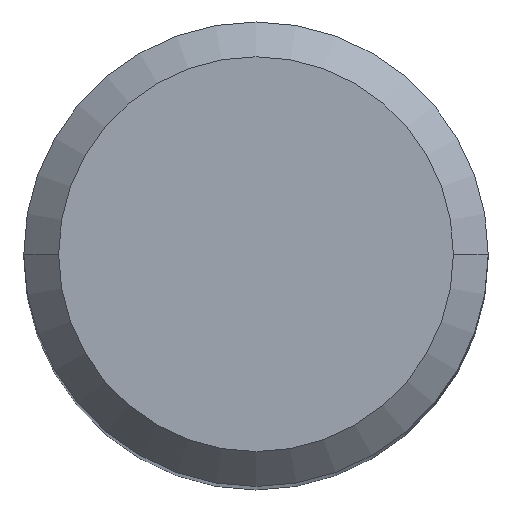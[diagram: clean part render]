
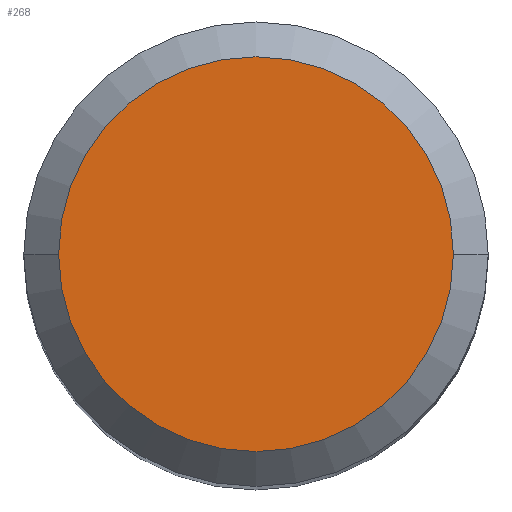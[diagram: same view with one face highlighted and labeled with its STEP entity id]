
A CAD part, top view. The second image highlights one B-rep face of the part: STEP entity #268.
In plain terms, the highlighted planar face has unit normal (0, 0, 1).
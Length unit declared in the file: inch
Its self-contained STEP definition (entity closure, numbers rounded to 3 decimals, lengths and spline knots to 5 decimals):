
#11 = CIRCLE ( 'NONE', #141, 0.16732 ) ;
#13 = CARTESIAN_POINT ( 'NONE',  ( -0.16732, 0., 0. ) ) ;
#17 = CARTESIAN_POINT ( 'NONE',  ( 0., 0., 0. ) ) ;
#65 = DIRECTION ( 'NONE',  ( 1., 0., 0. ) ) ;
#104 = ORIENTED_EDGE ( 'NONE', *, *, #441, .T. ) ;
#126 = CARTESIAN_POINT ( 'NONE',  ( 0.16732, 0., 0. ) ) ;
#141 = AXIS2_PLACEMENT_3D ( 'NONE', #461, #374, #65 ) ;
#158 = AXIS2_PLACEMENT_3D ( 'NONE', #17, #479, #162 ) ;
#162 = DIRECTION ( 'NONE',  ( 1., 0., 0. ) ) ;
#210 = DIRECTION ( 'NONE',  ( -1., 0., 0. ) ) ;
#242 = AXIS2_PLACEMENT_3D ( 'NONE', #410, #360, #210 ) ;
#264 = EDGE_CURVE ( 'NONE', #338, #384, #11, .T. ) ;
#268 = ADVANCED_FACE ( 'NONE', ( #315 ), #320, .F. ) ;
#281 = ORIENTED_EDGE ( 'NONE', *, *, #264, .T. ) ;
#308 = CIRCLE ( 'NONE', #158, 0.16732 ) ;
#315 = FACE_OUTER_BOUND ( 'NONE', #414, .T. ) ;
#320 = PLANE ( 'NONE',  #242 ) ;
#338 = VERTEX_POINT ( 'NONE', #13 ) ;
#360 = DIRECTION ( 'NONE',  ( 0., 0., -1. ) ) ;
#374 = DIRECTION ( 'NONE',  ( 0., 0., 1. ) ) ;
#384 = VERTEX_POINT ( 'NONE', #126 ) ;
#410 = CARTESIAN_POINT ( 'NONE',  ( 0., 0., 0. ) ) ;
#414 = EDGE_LOOP ( 'NONE', ( #281, #104 ) ) ;
#441 = EDGE_CURVE ( 'NONE', #384, #338, #308, .T. ) ;
#461 = CARTESIAN_POINT ( 'NONE',  ( 0., 0., 0. ) ) ;
#479 = DIRECTION ( 'NONE',  ( 0., 0., 1. ) ) ;
